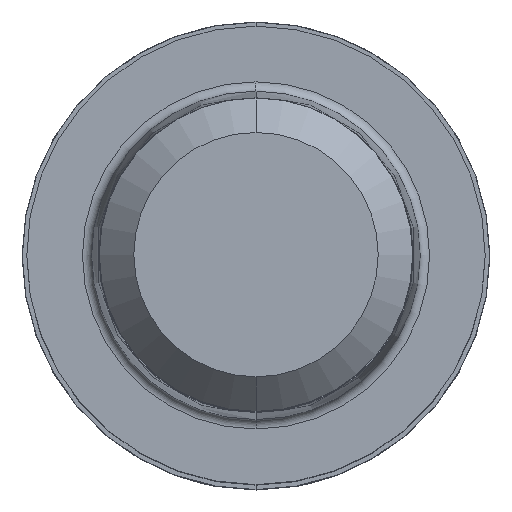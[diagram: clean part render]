
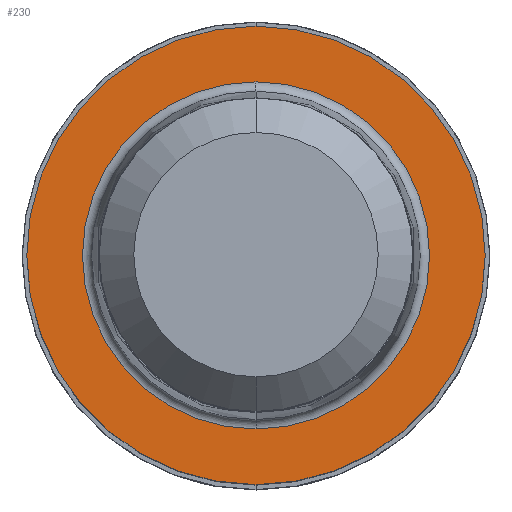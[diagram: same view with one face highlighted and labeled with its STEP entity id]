
A CAD part, top view. The second image highlights one B-rep face of the part: STEP entity #230.
In plain terms, the highlighted planar face has unit normal (0, 0, 1).
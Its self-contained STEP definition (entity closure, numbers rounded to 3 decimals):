
#198=EDGE_CURVE('',#404,#350,#480,.T.);
#230=ADVANCED_FACE('',(#516,#517),#518,.T.);
#262=VERTEX_POINT('',#552);
#308=EDGE_CURVE('',#262,#360,#607,.T.);
#350=VERTEX_POINT('',#654);
#352=EDGE_CURVE('',#360,#262,#656,.T.);
#360=VERTEX_POINT('',#665);
#366=EDGE_CURVE('',#350,#404,#671,.T.);
#404=VERTEX_POINT('',#718);
#480=CIRCLE('',#796,4.9);
#516=FACE_OUTER_BOUND('',#842,.T.);
#517=FACE_BOUND('',#843,.T.);
#518=PLANE('',#844);
#552=CARTESIAN_POINT('',(0.0,3.71,0.01));
#607=CIRCLE('',#956,3.71);
#654=CARTESIAN_POINT('',(0.0,4.9,0.01));
#656=CIRCLE('',#1017,3.71);
#665=CARTESIAN_POINT('',(0.,-3.71,0.01));
#671=CIRCLE('',#1038,4.9);
#718=CARTESIAN_POINT('',(0.,-4.9,0.01));
#796=AXIS2_PLACEMENT_3D('',#1173,#1174,#1175);
#842=EDGE_LOOP('',(#1220,#1221));
#843=EDGE_LOOP('',(#1222,#1223));
#844=AXIS2_PLACEMENT_3D('',#1224,#1225,#1226);
#956=AXIS2_PLACEMENT_3D('',#1338,#1339,#1340);
#1017=AXIS2_PLACEMENT_3D('',#1399,#1400,#1401);
#1038=AXIS2_PLACEMENT_3D('',#1415,#1416,#1417);
#1173=CARTESIAN_POINT('',(0.0,0.0,0.01));
#1174=DIRECTION('',(0.0,0.0,-1.0));
#1175=DIRECTION('',(0.0,1.0,0.0));
#1220=ORIENTED_EDGE('',*,*,#366,.F.);
#1221=ORIENTED_EDGE('',*,*,#198,.F.);
#1222=ORIENTED_EDGE('',*,*,#308,.T.);
#1223=ORIENTED_EDGE('',*,*,#352,.T.);
#1224=CARTESIAN_POINT('',(0.0,2.45,0.01));
#1225=DIRECTION('',(-0.0,0.0,1.0));
#1226=DIRECTION('',(0.0,-1.0,0.0));
#1338=CARTESIAN_POINT('',(0.0,0.0,0.01));
#1339=DIRECTION('',(0.0,0.0,-1.0));
#1340=DIRECTION('',(0.0,1.0,0.0));
#1399=CARTESIAN_POINT('',(0.0,0.0,0.01));
#1400=DIRECTION('',(0.0,0.0,-1.0));
#1401=DIRECTION('',(0.0,1.0,0.0));
#1415=CARTESIAN_POINT('',(0.0,0.0,0.01));
#1416=DIRECTION('',(0.0,0.0,-1.0));
#1417=DIRECTION('',(0.0,1.0,0.0));
